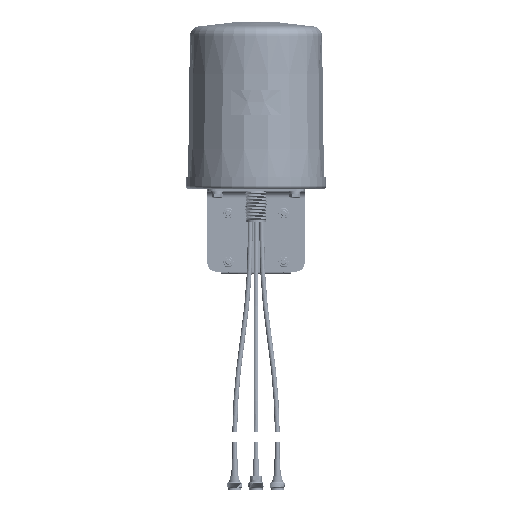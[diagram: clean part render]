
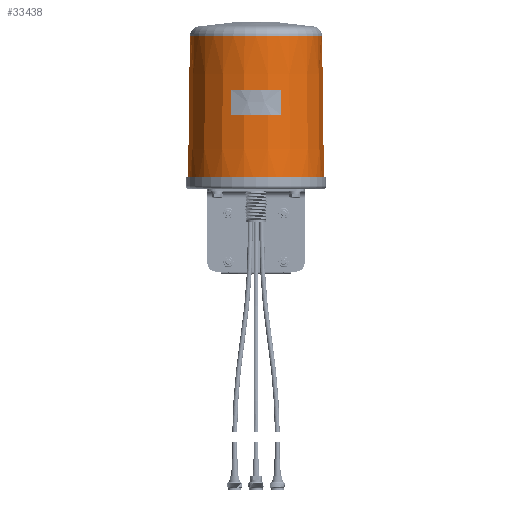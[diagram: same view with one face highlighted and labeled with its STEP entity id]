
A CAD part, top view. The second image highlights one B-rep face of the part: STEP entity #33438.
In plain terms, the highlighted conical face has half-angle 0.739 degrees and reference radius 69 mm.
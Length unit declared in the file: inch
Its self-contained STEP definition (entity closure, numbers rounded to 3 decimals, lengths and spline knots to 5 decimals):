
#38 = DIRECTION ( 'NONE',  ( -0.013, -1., 0. ) ) ;
#4199 = VERTEX_POINT ( 'NONE', #77871 ) ;
#5377 = CONICAL_SURFACE ( 'NONE', #12287, 2.71654, 0.013 ) ;
#5627 = AXIS2_PLACEMENT_3D ( 'NONE', #77735, #12475, #70401 ) ;
#10294 = DIRECTION ( 'NONE',  ( 0., -1., 0. ) ) ;
#10855 = ORIENTED_EDGE ( 'NONE', *, *, #38569, .T. ) ;
#12287 = AXIS2_PLACEMENT_3D ( 'NONE', #61740, #10294, #75534 ) ;
#12475 = DIRECTION ( 'NONE',  ( 0., 1., 0. ) ) ;
#14615 = EDGE_LOOP ( 'NONE', ( #24817, #58633, #64233, #10855 ) ) ;
#15904 = CARTESIAN_POINT ( 'NONE',  ( -2.75591, 0., 0. ) ) ;
#19148 = EDGE_CURVE ( 'NONE', #78562, #54445, #66816, .T. ) ;
#22828 = FACE_OUTER_BOUND ( 'NONE', #14615, .T. ) ;
#24275 = DIRECTION ( 'NONE',  ( 0., 1., 0. ) ) ;
#24459 = LINE ( 'NONE', #58155, #45780 ) ;
#24817 = ORIENTED_EDGE ( 'NONE', *, *, #45998, .T. ) ;
#25230 = VERTEX_POINT ( 'NONE', #15904 ) ;
#28904 = CARTESIAN_POINT ( 'NONE',  ( -2.67717, 6.10236, 0. ) ) ;
#33438 = ADVANCED_FACE ( 'NONE', ( #22828 ), #5377, .T. ) ;
#35781 = CIRCLE ( 'NONE', #5627, 2.75591 ) ;
#37844 = DIRECTION ( 'NONE',  ( 0.013, -1., 0. ) ) ;
#38569 = EDGE_CURVE ( 'NONE', #78562, #25230, #78259, .T. ) ;
#45780 = VECTOR ( 'NONE', #37844, 39.37008 ) ;
#45998 = EDGE_CURVE ( 'NONE', #25230, #4199, #35781, .T. ) ;
#54445 = VERTEX_POINT ( 'NONE', #65230 ) ;
#58155 = CARTESIAN_POINT ( 'NONE',  ( 2.67717, 6.10236, 0. ) ) ;
#58633 = ORIENTED_EDGE ( 'NONE', *, *, #63434, .F. ) ;
#59236 = CARTESIAN_POINT ( 'NONE',  ( -2.67717, 6.10236, 0. ) ) ;
#61740 = CARTESIAN_POINT ( 'NONE',  ( 0., 3.05118, 0. ) ) ;
#63165 = CARTESIAN_POINT ( 'NONE',  ( 0., 6.10236, 0. ) ) ;
#63434 = EDGE_CURVE ( 'NONE', #54445, #4199, #24459, .T. ) ;
#64233 = ORIENTED_EDGE ( 'NONE', *, *, #19148, .F. ) ;
#65230 = CARTESIAN_POINT ( 'NONE',  ( 2.67717, 6.10236, 0. ) ) ;
#66816 = CIRCLE ( 'NONE', #79203, 2.67717 ) ;
#70401 = DIRECTION ( 'NONE',  ( -1., 0., 0. ) ) ;
#71587 = VECTOR ( 'NONE', #38, 39.37008 ) ;
#75534 = DIRECTION ( 'NONE',  ( -1., 0., 0. ) ) ;
#77735 = CARTESIAN_POINT ( 'NONE',  ( 0., 0., 0. ) ) ;
#77871 = CARTESIAN_POINT ( 'NONE',  ( 2.75591, 0., 0. ) ) ;
#78259 = LINE ( 'NONE', #59236, #71587 ) ;
#78562 = VERTEX_POINT ( 'NONE', #28904 ) ;
#79203 = AXIS2_PLACEMENT_3D ( 'NONE', #63165, #24275, #84313 ) ;
#84313 = DIRECTION ( 'NONE',  ( -1., 0., 0. ) ) ;
